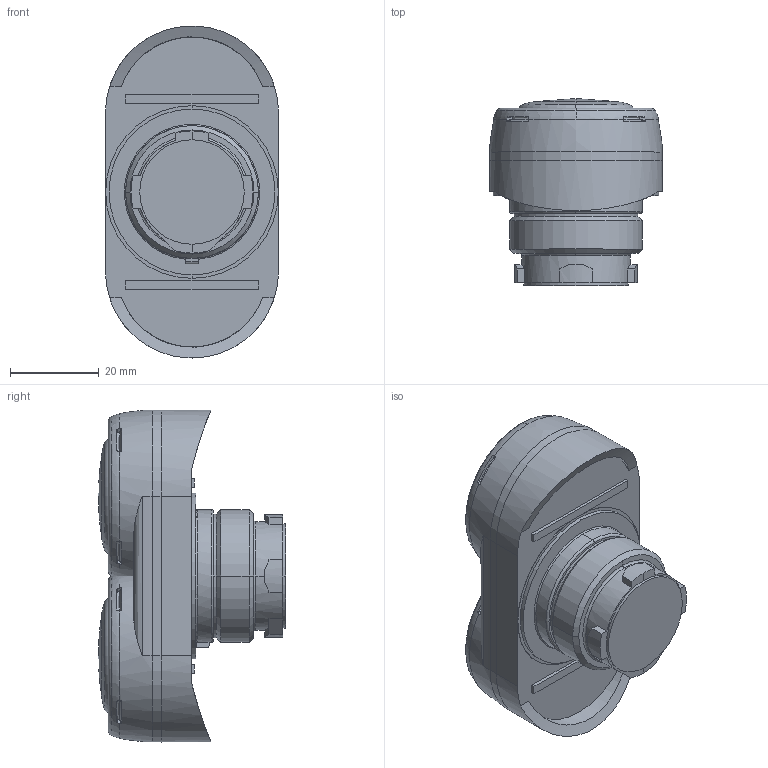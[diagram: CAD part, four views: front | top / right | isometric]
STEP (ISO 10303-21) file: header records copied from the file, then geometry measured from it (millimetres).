
FILE_DESCRIPTION((''),'2;1');
FILE_NAME('05-1141-0462_EINSATZGEH','2023-09-25T10:46:31',('Beil'),(''),'CREO PARAMETRIC BY PTC INC, 2019030','CREO PARAMETRIC BY PTC INC, 2019030','');
FILE_SCHEMA(('CONFIG_CONTROL_DESIGN','SHAPE_APPEARANCE_LAYERS_GROUPS'));
Length unit declared in the file: millimetre
Products named in the file (1): 05-1141-0462_EINSATZGEH
Bounding box: 39.03 x 42.3 x 75.03 mm (x, y, z)
Volume: 61336 mm3; surface area: 16150 mm2
Topology: 1 solids, 2 shells, 211 faces, 561 edges, 357 vertices
Faces by surface type: plane 74, cylinder 42, bspline 38, cone 36, torus 17, sphere 4
Entity records: 9754 total; most frequent: CARTESIAN_POINT 2946, ORIENTED_EDGE 1114, DIRECTION 932, PRESENTATION_STYLE_ASSIGNMENT 570, STYLED_ITEM 558, CURVE_STYLE 557, EDGE_CURVE 557, AXIS2_PLACEMENT_3D 376
